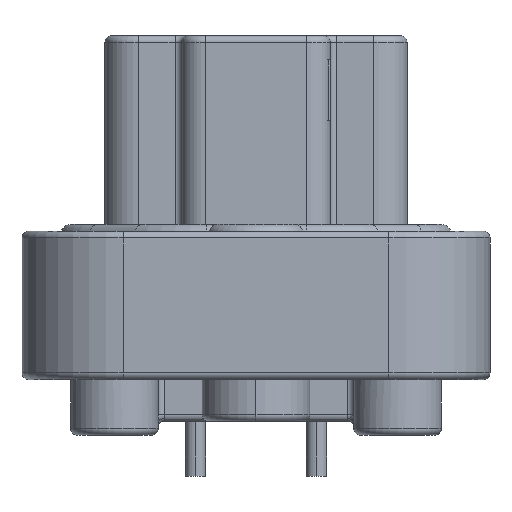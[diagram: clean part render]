
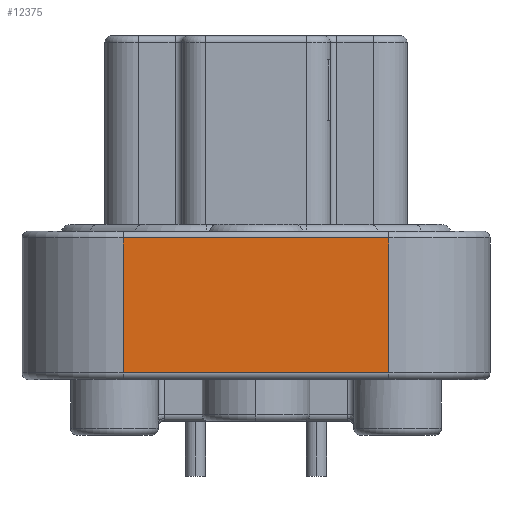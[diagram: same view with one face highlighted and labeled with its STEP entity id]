
A CAD part, left-side view. The second image highlights one B-rep face of the part: STEP entity #12375.
In plain terms, the highlighted planar face has unit normal (-1, 0, 0).
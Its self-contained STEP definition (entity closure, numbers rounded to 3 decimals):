
#2413=DIRECTION('',(0.,0.,1.));
#2414=VECTOR('',#2413,10.16);
#2415=CARTESIAN_POINT('',(-27.559,10.008,-25.4));
#2416=LINE('',#2415,#2414);
#2417=DIRECTION('',(0.,1.,0.));
#2418=VECTOR('',#2417,20.015);
#2419=CARTESIAN_POINT('',(-27.559,-10.008,-15.24));
#2420=LINE('',#2419,#2418);
#2421=DIRECTION('',(0.,1.,0.));
#2422=VECTOR('',#2421,20.015);
#2423=CARTESIAN_POINT('',(-27.559,-10.008,-25.4));
#2424=LINE('',#2423,#2422);
#4304=DIRECTION('',(0.,0.,1.));
#4305=VECTOR('',#4304,10.16);
#4306=CARTESIAN_POINT('',(-27.559,-10.008,-25.4));
#4307=LINE('',#4306,#4305);
#9351=CARTESIAN_POINT('',(-27.559,-10.008,-15.24));
#9352=CARTESIAN_POINT('',(-27.559,10.008,-15.24));
#9353=VERTEX_POINT('',#9351);
#9354=VERTEX_POINT('',#9352);
#9421=CARTESIAN_POINT('',(-27.559,10.008,-25.4));
#9422=VERTEX_POINT('',#9421);
#9423=CARTESIAN_POINT('',(-27.559,-10.008,-25.4));
#9424=VERTEX_POINT('',#9423);
#12361=CARTESIAN_POINT('',(-27.559,10.008,0.));
#12362=DIRECTION('',(-1.,0.,0.));
#12363=DIRECTION('',(0.,-1.,0.));
#12364=AXIS2_PLACEMENT_3D('',#12361,#12362,#12363);
#12365=PLANE('',#12364);
#12367=ORIENTED_EDGE('',*,*,#12366,.T.);
#12368=ORIENTED_EDGE('',*,*,#12351,.F.);
#12370=ORIENTED_EDGE('',*,*,#12369,.F.);
#12372=ORIENTED_EDGE('',*,*,#12371,.T.);
#12373=EDGE_LOOP('',(#12367,#12368,#12370,#12372));
#12374=FACE_OUTER_BOUND('',#12373,.F.);
#12375=ADVANCED_FACE('',(#12374),#12365,.T.);
#12351=EDGE_CURVE('',#9353,#9354,#2420,.T.);
#12366=EDGE_CURVE('',#9422,#9354,#2416,.T.);
#12369=EDGE_CURVE('',#9424,#9353,#4307,.T.);
#12371=EDGE_CURVE('',#9424,#9422,#2424,.T.);
